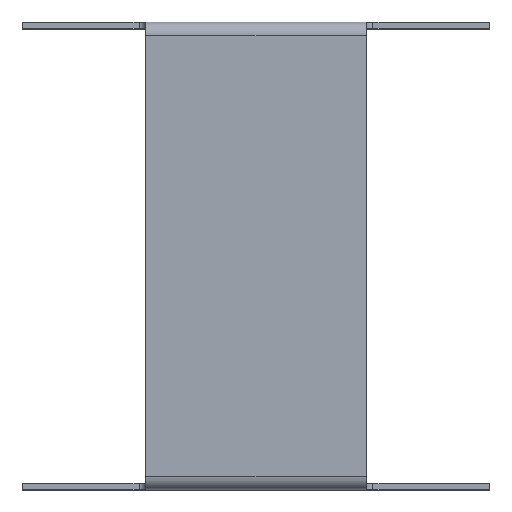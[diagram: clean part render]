
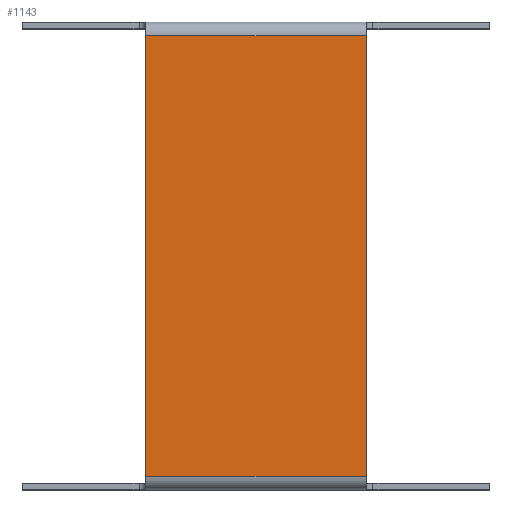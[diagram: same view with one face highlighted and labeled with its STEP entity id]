
A CAD part, top view. The second image highlights one B-rep face of the part: STEP entity #1143.
In plain terms, the highlighted planar face has unit normal (0, 0, 1).
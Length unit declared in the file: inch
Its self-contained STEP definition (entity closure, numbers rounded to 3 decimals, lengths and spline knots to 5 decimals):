
#16=LINE('',#1673,#120);
#64=LINE('',#1787,#168);
#116=LINE('',#1914,#220);
#117=LINE('',#1915,#221);
#120=VECTOR('',#1358,39.37008);
#168=VECTOR('',#1458,39.37008);
#220=VECTOR('',#1586,39.37008);
#221=VECTOR('',#1587,39.37008);
#259=PLANE('',#1271);
#351=FACE_OUTER_BOUND('',#443,.T.);
#443=EDGE_LOOP('',(#1013,#1014,#1015,#1016));
#529=VERTEX_POINT('',#1669);
#531=VERTEX_POINT('',#1672);
#569=VERTEX_POINT('',#1780);
#571=VERTEX_POINT('',#1786);
#634=EDGE_CURVE('',#531,#529,#16,.T.);
#690=EDGE_CURVE('',#569,#571,#64,.T.);
#756=EDGE_CURVE('',#571,#529,#116,.T.);
#757=EDGE_CURVE('',#531,#569,#117,.T.);
#1013=ORIENTED_EDGE('',*,*,#634,.T.);
#1014=ORIENTED_EDGE('',*,*,#756,.F.);
#1015=ORIENTED_EDGE('',*,*,#690,.F.);
#1016=ORIENTED_EDGE('',*,*,#757,.F.);
#1143=ADVANCED_FACE('',(#351),#259,.T.);
#1271=AXIS2_PLACEMENT_3D('',#1913,#1584,#1585);
#1358=DIRECTION('',(0.,1.,0.));
#1458=DIRECTION('',(0.,1.,0.));
#1584=DIRECTION('center_axis',(0.,0.,1.));
#1585=DIRECTION('ref_axis',(1.,0.,0.));
#1586=DIRECTION('',(1.,0.,0.));
#1587=DIRECTION('',(-1.,0.,0.));
#1669=CARTESIAN_POINT('',(4.,-0.25,0.));
#1672=CARTESIAN_POINT('',(4.,-16.25,0.));
#1673=CARTESIAN_POINT('',(4.,-16.5,0.));
#1780=CARTESIAN_POINT('',(-4.,-16.25,0.));
#1786=CARTESIAN_POINT('',(-4.,-0.25,0.));
#1787=CARTESIAN_POINT('',(-4.,-16.5,0.));
#1913=CARTESIAN_POINT('Origin',(4.,-16.5,0.));
#1914=CARTESIAN_POINT('',(4.,-0.25,0.));
#1915=CARTESIAN_POINT('',(4.,-16.25,0.));
